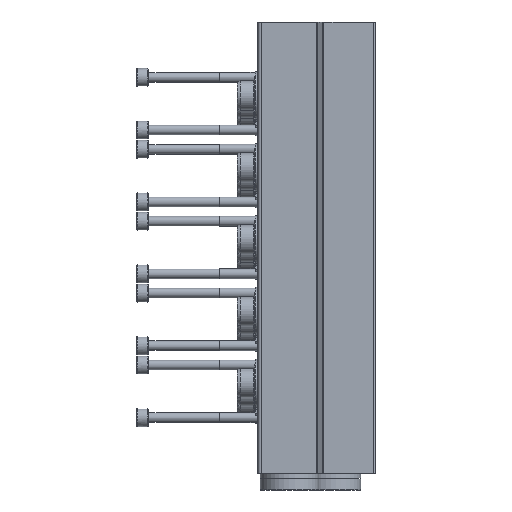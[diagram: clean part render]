
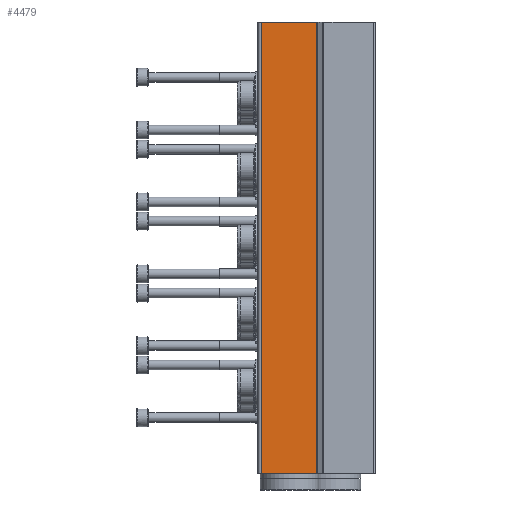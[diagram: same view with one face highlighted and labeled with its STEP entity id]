
A CAD part, left-side view. The second image highlights one B-rep face of the part: STEP entity #4479.
In plain terms, the highlighted planar face has unit normal (-1, 0, 0).
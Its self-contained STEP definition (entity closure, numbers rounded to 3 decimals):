
#180=PLANE('',#4834);
#639=ORIENTED_EDGE('',*,*,#1807,.F.);
#640=ORIENTED_EDGE('',*,*,#1806,.F.);
#641=ORIENTED_EDGE('',*,*,#1808,.T.);
#642=ORIENTED_EDGE('',*,*,#1809,.T.);
#1806=EDGE_CURVE('',#2390,#2388,#2816,.T.);
#1807=EDGE_CURVE('',#2388,#2391,#2817,.T.);
#1808=EDGE_CURVE('',#2390,#2392,#2818,.T.);
#1809=EDGE_CURVE('',#2392,#2391,#2819,.T.);
#2388=VERTEX_POINT('',#7204);
#2390=VERTEX_POINT('',#7208);
#2391=VERTEX_POINT('',#7212);
#2392=VERTEX_POINT('',#7214);
#2816=LINE('',#7209,#3105);
#2817=LINE('',#7211,#3106);
#2818=LINE('',#7213,#3107);
#2819=LINE('',#7215,#3108);
#3105=VECTOR('',#5443,1000.);
#3106=VECTOR('',#5446,1000.);
#3107=VECTOR('',#5447,1000.);
#3108=VECTOR('',#5448,1000.);
#3405=EDGE_LOOP('',(#639,#640,#641,#642));
#3894=FACE_BOUND('',#3405,.T.);
#4479=ADVANCED_FACE('',(#3894),#180,.T.);
#4834=AXIS2_PLACEMENT_3D('',#7210,#5444,#5445);
#5443=DIRECTION('',(0.,0.,1.));
#5444=DIRECTION('',(-1.,0.,0.));
#5445=DIRECTION('',(0.,0.,1.));
#5446=DIRECTION('',(0.,-1.,0.));
#5447=DIRECTION('',(0.,-1.,0.));
#5448=DIRECTION('',(0.,0.,1.));
#7204=CARTESIAN_POINT('',(-32.1,35.,0.));
#7208=CARTESIAN_POINT('',(-32.1,35.,-138.));
#7209=CARTESIAN_POINT('',(-32.1,35.,-138.));
#7210=CARTESIAN_POINT('',(-32.1,35.,-138.));
#7211=CARTESIAN_POINT('',(-32.1,35.,0.));
#7212=CARTESIAN_POINT('',(-32.1,18.111,0.));
#7213=CARTESIAN_POINT('',(-32.1,35.,-138.));
#7214=CARTESIAN_POINT('',(-32.1,18.111,-138.));
#7215=CARTESIAN_POINT('',(-32.1,18.111,-138.));
